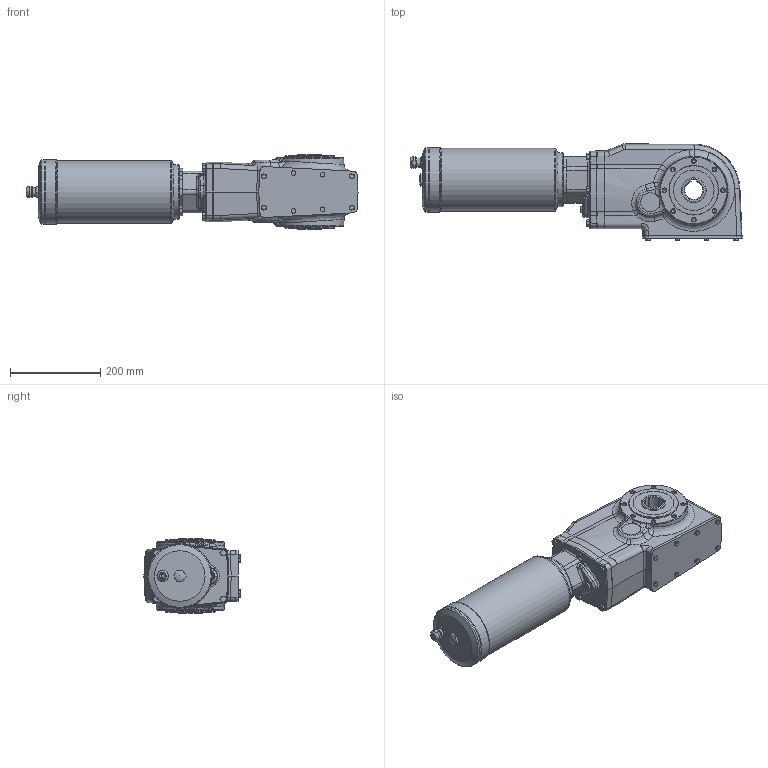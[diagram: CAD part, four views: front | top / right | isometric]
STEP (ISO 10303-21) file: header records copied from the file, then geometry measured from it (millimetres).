
FILE_DESCRIPTION( ( 'Unknown' ), '1' );
FILE_NAME( '55F49C5F8EA9B854F767FDAD27F97B.3d.stp', 'Unknown', ( 'Unknown' ), ( 'Unknown' ), 'PSStep 10.1', 'Unknown', ' ' );
FILE_SCHEMA( ( 'AUTOMOTIVE_DESIGN { 1 0 10303 214 1 1 1 1 }' ) );
Length unit declared in the file: millimetre
Products named in the file (1): X73N
Bounding box: 736.4 x 213.19 x 166 mm (x, y, z)
Volume: 12948470.1 mm3; surface area: 483513.6 mm2
Topology: 1 solids, 17 shells, 893 faces, 2112 edges, 1310 vertices
Faces by surface type: plane 331, cylinder 234, cone 179, bspline 85, torus 59, extrusion 4, sphere 1
Full cylindrical faces by diameter (mm): 2.6 x1, 4.917 x9, 6 x14, 7 x19, 8.376 x32, 8.9 x8, 10 x6, 11.6 x6, 12 x6, 13.4 x1, 16.662 x1, 18 x2, 19 x1, 20 x1, 25 x1, 42.5 x2, 55 x2, 62 x1, 68 x1, 80 x1, 90 x2, 110 x2, 120 x1, 138.98 x1, 139 x2, 142.98 x2, 143 x3
Entity records: 43559 total; most frequent: CARTESIAN_POINT 17925, DIRECTION 3767, ORIENTED_EDGE 3524, EDGE_CURVE 1762, AXIS2_PLACEMENT_3D 1567, EDGE_LOOP 1229, VERTEX_POINT 1216, FACE_OUTER_BOUND 1069
